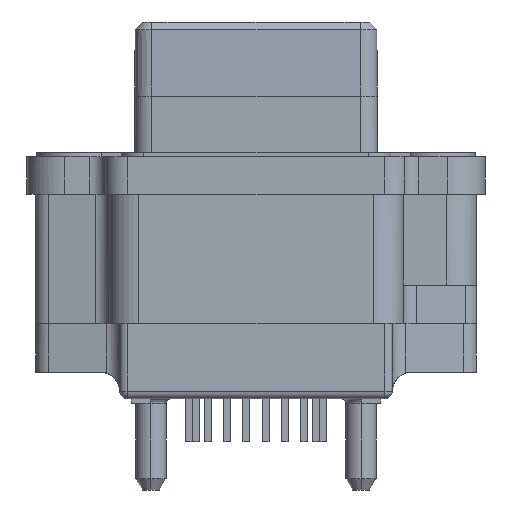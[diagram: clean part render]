
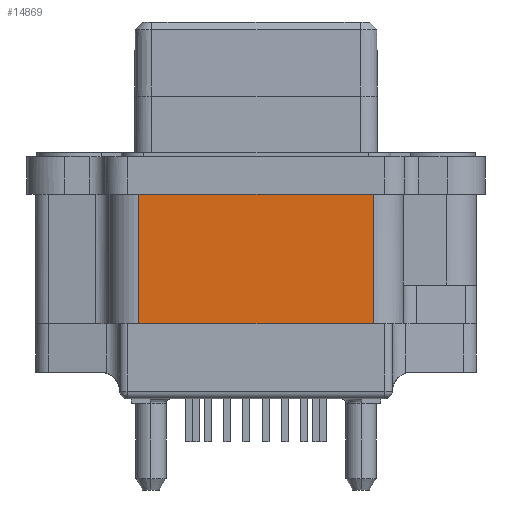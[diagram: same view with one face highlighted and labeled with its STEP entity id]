
A CAD part, front view. The second image highlights one B-rep face of the part: STEP entity #14869.
In plain terms, the highlighted planar face has unit normal (0, -1, 0).
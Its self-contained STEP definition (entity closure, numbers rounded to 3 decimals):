
#136 = CARTESIAN_POINT ( 'NONE',  ( -7.75, -8.75, -13.275 ) ) ;
#137 = CARTESIAN_POINT ( 'NONE',  ( 2.122, -8.75, -17.55 ) ) ;
#142 = DIRECTION ( 'NONE',  ( -1., 0., 0. ) ) ;
#619 = DIRECTION ( 'NONE',  ( 0., 0., -1. ) ) ;
#676 = DIRECTION ( 'NONE',  ( 0., 0., -1. ) ) ;
#678 = CARTESIAN_POINT ( 'NONE',  ( 7.75, -8.75, -13.275 ) ) ;
#3268 = FACE_OUTER_BOUND ( 'NONE', #23977, .T. ) ;
#3531 = EDGE_CURVE ( 'NONE', #19831, #6531, #10641, .T. ) ;
#3534 = EDGE_CURVE ( 'NONE', #19830, #6525, #10357, .T. ) ;
#3535 = EDGE_CURVE ( 'NONE', #6531, #6525, #10714, .T. ) ;
#5723 = PLANE ( 'NONE',  #18485 ) ;
#5760 = DIRECTION ( 'NONE',  ( 0., 1., 0. ) ) ;
#5769 = DIRECTION ( 'NONE',  ( 0., 0., 1. ) ) ;
#5789 = CARTESIAN_POINT ( 'NONE',  ( -7.75, -8.75, -17.55 ) ) ;
#6525 = VERTEX_POINT ( 'NONE', #13845 ) ;
#6531 = VERTEX_POINT ( 'NONE', #13728 ) ;
#10305 = VECTOR ( 'NONE', #619, 1000. ) ;
#10357 = LINE ( 'NONE', #136, #10305 ) ;
#10641 = LINE ( 'NONE', #678, #10700 ) ;
#10700 = VECTOR ( 'NONE', #676, 1000. ) ;
#10705 = VECTOR ( 'NONE', #142, 1000. ) ;
#10714 = LINE ( 'NONE', #137, #10705 ) ;
#13728 = CARTESIAN_POINT ( 'NONE',  ( 7.75, -8.75, -17.55 ) ) ;
#13845 = CARTESIAN_POINT ( 'NONE',  ( -7.75, -8.75, -17.55 ) ) ;
#14869 = ADVANCED_FACE ( 'NONE', ( #3268 ), #5723, .F. ) ;
#17059 = DIRECTION ( 'NONE',  ( 1., 0., 0. ) ) ;
#17068 = CARTESIAN_POINT ( 'NONE',  ( 0., -8.75, -9. ) ) ;
#17165 = CARTESIAN_POINT ( 'NONE',  ( 7.75, -8.75, -9. ) ) ;
#17279 = CARTESIAN_POINT ( 'NONE',  ( -7.75, -8.75, -9. ) ) ;
#18201 = VECTOR ( 'NONE', #17059, 1000. ) ;
#18250 = LINE ( 'NONE', #17068, #18201 ) ;
#18485 = AXIS2_PLACEMENT_3D ( 'NONE', #5789, #5760, #5769 ) ;
#19736 = EDGE_CURVE ( 'NONE', #19830, #19831, #18250, .T. ) ;
#19830 = VERTEX_POINT ( 'NONE', #17279 ) ;
#19831 = VERTEX_POINT ( 'NONE', #17165 ) ;
#20723 = ORIENTED_EDGE ( 'NONE', *, *, #3534, .T. ) ;
#20724 = ORIENTED_EDGE ( 'NONE', *, *, #3535, .F. ) ;
#20730 = ORIENTED_EDGE ( 'NONE', *, *, #3531, .F. ) ;
#20734 = ORIENTED_EDGE ( 'NONE', *, *, #19736, .F. ) ;
#23977 = EDGE_LOOP ( 'NONE', ( #20723, #20724, #20730, #20734 ) ) ;
